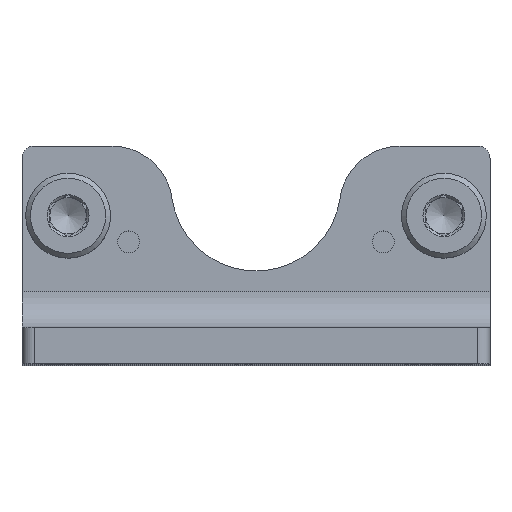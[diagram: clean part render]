
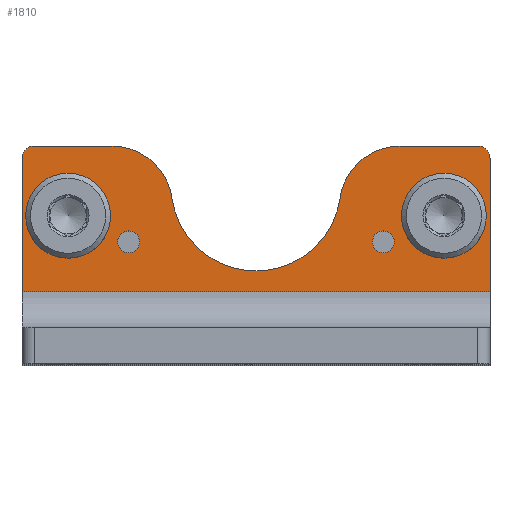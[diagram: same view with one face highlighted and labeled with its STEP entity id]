
A CAD part, top view. The second image highlights one B-rep face of the part: STEP entity #1810.
In plain terms, the highlighted planar face has unit normal (0, 0, 1).
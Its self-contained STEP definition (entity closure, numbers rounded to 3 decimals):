
#135=CIRCLE('',#1969,1.);
#138=CIRCLE('',#1974,1.);
#139=CIRCLE('',#1977,5.);
#140=CIRCLE('',#1979,7.);
#141=CIRCLE('',#1981,5.);
#142=CIRCLE('',#1983,2.25);
#143=CIRCLE('',#1986,2.25);
#144=CIRCLE('',#1988,2.25);
#145=CIRCLE('',#1991,2.25);
#146=CIRCLE('',#1996,0.9);
#147=CIRCLE('',#1997,0.9);
#350=ORIENTED_EDGE('',*,*,#811,.F.);
#351=ORIENTED_EDGE('',*,*,#812,.F.);
#352=ORIENTED_EDGE('',*,*,#798,.F.);
#353=ORIENTED_EDGE('',*,*,#800,.F.);
#354=ORIENTED_EDGE('',*,*,#808,.F.);
#355=ORIENTED_EDGE('',*,*,#795,.F.);
#356=ORIENTED_EDGE('',*,*,#805,.F.);
#357=ORIENTED_EDGE('',*,*,#807,.F.);
#358=ORIENTED_EDGE('',*,*,#809,.F.);
#359=ORIENTED_EDGE('',*,*,#802,.F.);
#360=ORIENTED_EDGE('',*,*,#777,.T.);
#361=ORIENTED_EDGE('',*,*,#782,.F.);
#362=ORIENTED_EDGE('',*,*,#813,.F.);
#363=ORIENTED_EDGE('',*,*,#754,.T.);
#364=ORIENTED_EDGE('',*,*,#784,.T.);
#365=ORIENTED_EDGE('',*,*,#786,.T.);
#366=ORIENTED_EDGE('',*,*,#788,.T.);
#367=ORIENTED_EDGE('',*,*,#791,.F.);
#368=ORIENTED_EDGE('',*,*,#792,.T.);
#369=ORIENTED_EDGE('',*,*,#810,.T.);
#754=EDGE_CURVE('',#1001,#1000,#1164,.T.);
#777=EDGE_CURVE('',#1020,#1021,#135,.T.);
#782=EDGE_CURVE('',#1022,#1021,#1178,.T.);
#784=EDGE_CURVE('',#1000,#1023,#138,.T.);
#786=EDGE_CURVE('',#1023,#1024,#1180,.T.);
#788=EDGE_CURVE('',#1024,#1025,#139,.T.);
#791=EDGE_CURVE('',#1026,#1025,#140,.T.);
#792=EDGE_CURVE('',#1026,#1027,#141,.T.);
#795=EDGE_CURVE('',#1028,#1029,#142,.T.);
#798=EDGE_CURVE('',#1030,#1028,#1188,.T.);
#800=EDGE_CURVE('',#1031,#1030,#143,.T.);
#802=EDGE_CURVE('',#1032,#1033,#144,.T.);
#805=EDGE_CURVE('',#1034,#1032,#1193,.T.);
#807=EDGE_CURVE('',#1035,#1034,#145,.T.);
#808=EDGE_CURVE('',#1029,#1031,#1195,.T.);
#809=EDGE_CURVE('',#1033,#1035,#1196,.T.);
#810=EDGE_CURVE('',#1027,#1020,#1197,.T.);
#811=EDGE_CURVE('',#1036,#1036,#146,.T.);
#812=EDGE_CURVE('',#1037,#1037,#147,.T.);
#813=EDGE_CURVE('',#1001,#1022,#1198,.T.);
#1000=VERTEX_POINT('',#2818);
#1001=VERTEX_POINT('',#2820);
#1020=VERTEX_POINT('',#2865);
#1021=VERTEX_POINT('',#2866);
#1022=VERTEX_POINT('',#2872);
#1023=VERTEX_POINT('',#2877);
#1024=VERTEX_POINT('',#2881);
#1025=VERTEX_POINT('',#2885);
#1026=VERTEX_POINT('',#2889);
#1027=VERTEX_POINT('',#2893);
#1028=VERTEX_POINT('',#2897);
#1029=VERTEX_POINT('',#2899);
#1030=VERTEX_POINT('',#2903);
#1031=VERTEX_POINT('',#2907);
#1032=VERTEX_POINT('',#2911);
#1033=VERTEX_POINT('',#2913);
#1034=VERTEX_POINT('',#2917);
#1035=VERTEX_POINT('',#2921);
#1036=VERTEX_POINT('',#2931);
#1037=VERTEX_POINT('',#2933);
#1164=LINE('',#2819,#1306);
#1178=LINE('',#2873,#1320);
#1180=LINE('',#2880,#1322);
#1188=LINE('',#2904,#1330);
#1193=LINE('',#2918,#1335);
#1195=LINE('',#2924,#1337);
#1196=LINE('',#2926,#1338);
#1197=LINE('',#2928,#1339);
#1198=LINE('',#2934,#1340);
#1306=VECTOR('',#2219,1000.);
#1320=VECTOR('',#2269,1000.);
#1322=VECTOR('',#2279,1000.);
#1330=VECTOR('',#2305,1000.);
#1335=VECTOR('',#2320,1000.);
#1337=VECTOR('',#2328,1000.);
#1338=VECTOR('',#2331,1000.);
#1339=VECTOR('',#2334,1000.);
#1340=VECTOR('',#2341,1000.);
#1456=EDGE_LOOP('',(#350));
#1457=EDGE_LOOP('',(#351));
#1458=EDGE_LOOP('',(#352,#353,#354,#355));
#1459=EDGE_LOOP('',(#356,#357,#358,#359));
#1460=EDGE_LOOP('',(#360,#361,#362,#363,#364,#365,#366,#367,#368,#369));
#1608=FACE_BOUND('',#1456,.T.);
#1609=FACE_BOUND('',#1457,.T.);
#1610=FACE_BOUND('',#1458,.T.);
#1611=FACE_BOUND('',#1459,.T.);
#1612=FACE_BOUND('',#1460,.T.);
#1742=PLANE('',#1995);
#1810=ADVANCED_FACE('',(#1608,#1609,#1610,#1611,#1612),#1742,.T.);
#1969=AXIS2_PLACEMENT_3D('',#2864,#2260,#2261);
#1974=AXIS2_PLACEMENT_3D('',#2876,#2274,#2275);
#1977=AXIS2_PLACEMENT_3D('',#2884,#2283,#2284);
#1979=AXIS2_PLACEMENT_3D('',#2890,#2289,#2290);
#1981=AXIS2_PLACEMENT_3D('',#2892,#2293,#2294);
#1983=AXIS2_PLACEMENT_3D('',#2898,#2299,#2300);
#1986=AXIS2_PLACEMENT_3D('',#2908,#2309,#2310);
#1988=AXIS2_PLACEMENT_3D('',#2912,#2314,#2315);
#1991=AXIS2_PLACEMENT_3D('',#2922,#2324,#2325);
#1995=AXIS2_PLACEMENT_3D('',#2929,#2335,#2336);
#1996=AXIS2_PLACEMENT_3D('',#2930,#2337,#2338);
#1997=AXIS2_PLACEMENT_3D('',#2932,#2339,#2340);
#2219=DIRECTION('',(0.,1.,0.));
#2260=DIRECTION('',(0.,0.,1.));
#2261=DIRECTION('',(1.,0.,0.));
#2269=DIRECTION('',(0.,1.,0.));
#2274=DIRECTION('',(0.,0.,1.));
#2275=DIRECTION('',(1.,0.,0.));
#2279=DIRECTION('',(-1.,0.,0.));
#2283=DIRECTION('',(0.,0.,1.));
#2284=DIRECTION('',(1.,0.,0.));
#2289=DIRECTION('',(0.,0.,1.));
#2290=DIRECTION('',(1.,0.,0.));
#2293=DIRECTION('',(0.,0.,1.));
#2294=DIRECTION('',(1.,0.,0.));
#2299=DIRECTION('',(0.,0.,1.));
#2300=DIRECTION('',(1.,0.,0.));
#2305=DIRECTION('',(0.,1.,0.));
#2309=DIRECTION('',(0.,0.,1.));
#2310=DIRECTION('',(1.,0.,0.));
#2314=DIRECTION('',(0.,0.,1.));
#2315=DIRECTION('',(1.,0.,0.));
#2320=DIRECTION('',(0.,1.,0.));
#2324=DIRECTION('',(0.,0.,1.));
#2325=DIRECTION('',(1.,0.,0.));
#2328=DIRECTION('',(0.,-1.,0.));
#2331=DIRECTION('',(0.,-1.,0.));
#2334=DIRECTION('',(-1.,0.,0.));
#2335=DIRECTION('',(0.,0.,1.));
#2336=DIRECTION('',(1.,0.,0.));
#2337=DIRECTION('',(0.,0.,1.));
#2338=DIRECTION('',(1.,0.,0.));
#2339=DIRECTION('',(0.,0.,1.));
#2340=DIRECTION('',(1.,0.,0.));
#2341=DIRECTION('',(-1.,0.,0.));
#2818=CARTESIAN_POINT('',(19.3,17.,3.));
#2819=CARTESIAN_POINT('',(19.3,6.,3.));
#2820=CARTESIAN_POINT('',(19.3,6.,3.));
#2864=CARTESIAN_POINT('',(-18.3,17.,3.));
#2865=CARTESIAN_POINT('',(-18.3,18.,3.));
#2866=CARTESIAN_POINT('',(-19.3,17.,3.));
#2872=CARTESIAN_POINT('',(-19.3,6.,3.));
#2873=CARTESIAN_POINT('',(-19.3,6.,3.));
#2876=CARTESIAN_POINT('',(18.3,17.,3.));
#2877=CARTESIAN_POINT('',(18.3,18.,3.));
#2880=CARTESIAN_POINT('',(18.3,18.,3.));
#2881=CARTESIAN_POINT('',(11.879,18.,3.));
#2884=CARTESIAN_POINT('',(11.879,13.,3.));
#2885=CARTESIAN_POINT('',(6.929,13.708,3.));
#2889=CARTESIAN_POINT('',(-6.929,13.708,3.));
#2890=CARTESIAN_POINT('',(0.,14.7,3.));
#2892=CARTESIAN_POINT('',(-11.879,13.,3.));
#2893=CARTESIAN_POINT('',(-11.879,18.,3.));
#2897=CARTESIAN_POINT('',(17.75,13.,3.));
#2898=CARTESIAN_POINT('',(15.5,13.,3.));
#2899=CARTESIAN_POINT('',(13.25,13.,3.));
#2903=CARTESIAN_POINT('',(17.75,11.5,3.));
#2904=CARTESIAN_POINT('',(17.75,11.5,3.));
#2907=CARTESIAN_POINT('',(13.25,11.5,3.));
#2908=CARTESIAN_POINT('',(15.5,11.5,3.));
#2911=CARTESIAN_POINT('',(-13.25,13.,3.));
#2912=CARTESIAN_POINT('',(-15.5,13.,3.));
#2913=CARTESIAN_POINT('',(-17.75,13.,3.));
#2917=CARTESIAN_POINT('',(-13.25,11.5,3.));
#2918=CARTESIAN_POINT('',(-13.25,11.5,3.));
#2921=CARTESIAN_POINT('',(-17.75,11.5,3.));
#2922=CARTESIAN_POINT('',(-15.5,11.5,3.));
#2924=CARTESIAN_POINT('',(13.25,13.,3.));
#2926=CARTESIAN_POINT('',(-17.75,13.,3.));
#2928=CARTESIAN_POINT('',(-11.879,18.,3.));
#2929=CARTESIAN_POINT('',(19.3,6.,3.));
#2930=CARTESIAN_POINT('',(10.5,10.1,3.));
#2931=CARTESIAN_POINT('',(11.4,10.1,3.));
#2932=CARTESIAN_POINT('',(-10.5,10.1,3.));
#2933=CARTESIAN_POINT('',(-9.6,10.1,3.));
#2934=CARTESIAN_POINT('',(19.3,6.,3.));
